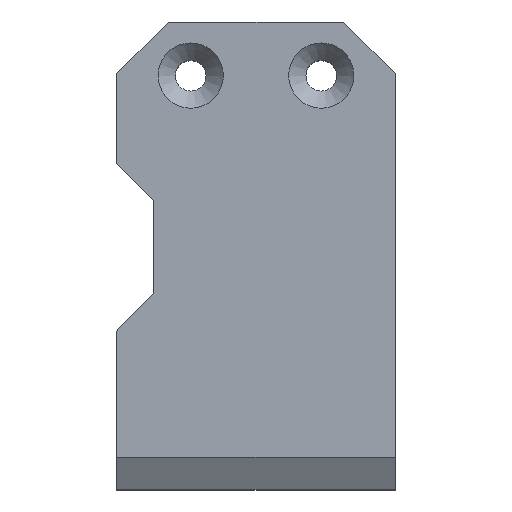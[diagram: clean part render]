
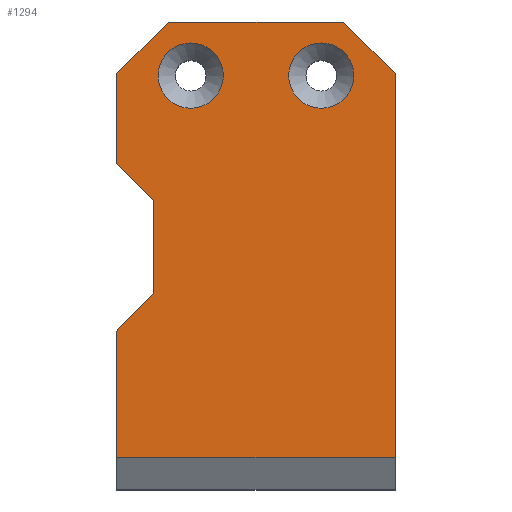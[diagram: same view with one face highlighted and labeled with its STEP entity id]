
A CAD part, top view. The second image highlights one B-rep face of the part: STEP entity #1294.
In plain terms, the highlighted planar face has unit normal (0, 0, 1).
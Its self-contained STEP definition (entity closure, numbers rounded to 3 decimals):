
#36=LINE('',#1884,#165);
#37=LINE('',#1887,#166);
#38=LINE('',#1889,#167);
#39=LINE('',#1891,#168);
#40=LINE('',#1893,#169);
#41=LINE('',#1895,#170);
#42=LINE('',#1897,#171);
#43=LINE('',#1899,#172);
#44=LINE('',#1901,#173);
#45=LINE('',#1903,#174);
#165=VECTOR('',#1513,1000.);
#166=VECTOR('',#1514,1000.);
#167=VECTOR('',#1515,1000.);
#168=VECTOR('',#1516,1000.);
#169=VECTOR('',#1517,1000.);
#170=VECTOR('',#1518,1000.);
#171=VECTOR('',#1519,1000.);
#172=VECTOR('',#1520,1000.);
#173=VECTOR('',#1521,1000.);
#174=VECTOR('',#1522,1000.);
#294=ORIENTED_EDGE('',*,*,#644,.T.);
#295=ORIENTED_EDGE('',*,*,#645,.T.);
#296=ORIENTED_EDGE('',*,*,#646,.F.);
#297=ORIENTED_EDGE('',*,*,#647,.T.);
#298=ORIENTED_EDGE('',*,*,#648,.F.);
#299=ORIENTED_EDGE('',*,*,#649,.T.);
#300=ORIENTED_EDGE('',*,*,#650,.T.);
#301=ORIENTED_EDGE('',*,*,#651,.T.);
#302=ORIENTED_EDGE('',*,*,#652,.T.);
#303=ORIENTED_EDGE('',*,*,#653,.T.);
#304=ORIENTED_EDGE('',*,*,#654,.F.);
#305=ORIENTED_EDGE('',*,*,#655,.F.);
#644=EDGE_CURVE('',#819,#819,#949,.T.);
#645=EDGE_CURVE('',#820,#820,#950,.T.);
#646=EDGE_CURVE('',#821,#822,#36,.T.);
#647=EDGE_CURVE('',#821,#823,#37,.T.);
#648=EDGE_CURVE('',#824,#823,#38,.T.);
#649=EDGE_CURVE('',#824,#825,#39,.T.);
#650=EDGE_CURVE('',#825,#826,#40,.T.);
#651=EDGE_CURVE('',#826,#827,#41,.T.);
#652=EDGE_CURVE('',#827,#828,#42,.T.);
#653=EDGE_CURVE('',#828,#829,#43,.T.);
#654=EDGE_CURVE('',#830,#829,#44,.T.);
#655=EDGE_CURVE('',#822,#830,#45,.T.);
#819=VERTEX_POINT('',#1881);
#820=VERTEX_POINT('',#1883);
#821=VERTEX_POINT('',#1885);
#822=VERTEX_POINT('',#1886);
#823=VERTEX_POINT('',#1888);
#824=VERTEX_POINT('',#1890);
#825=VERTEX_POINT('',#1892);
#826=VERTEX_POINT('',#1894);
#827=VERTEX_POINT('',#1896);
#828=VERTEX_POINT('',#1898);
#829=VERTEX_POINT('',#1900);
#830=VERTEX_POINT('',#1902);
#949=CIRCLE('',#1385,3.5);
#950=CIRCLE('',#1386,3.5);
#993=EDGE_LOOP('',(#294));
#994=EDGE_LOOP('',(#295));
#995=EDGE_LOOP('',(#296,#297,#298,#299,#300,#301,#302,#303,#304,#305));
#1116=FACE_BOUND('',#993,.T.);
#1117=FACE_BOUND('',#994,.T.);
#1118=FACE_BOUND('',#995,.T.);
#1239=PLANE('',#1384);
#1294=ADVANCED_FACE('',(#1116,#1117,#1118),#1239,.T.);
#1384=AXIS2_PLACEMENT_3D('',#1879,#1507,#1508);
#1385=AXIS2_PLACEMENT_3D('',#1880,#1509,#1510);
#1386=AXIS2_PLACEMENT_3D('',#1882,#1511,#1512);
#1507=DIRECTION('',(0.,0.,1.));
#1508=DIRECTION('',(0.,-1.,0.));
#1509=DIRECTION('',(0.,0.,-1.));
#1510=DIRECTION('',(1.,0.,0.));
#1511=DIRECTION('',(0.,0.,-1.));
#1512=DIRECTION('',(1.,0.,0.));
#1513=DIRECTION('',(0.,-1.,0.));
#1514=DIRECTION('',(-0.707,0.707,0.));
#1515=DIRECTION('',(1.,0.,0.));
#1516=DIRECTION('',(-0.707,-0.707,0.));
#1517=DIRECTION('',(0.,-1.,0.));
#1518=DIRECTION('',(0.707,-0.707,0.));
#1519=DIRECTION('',(0.,-1.,0.));
#1520=DIRECTION('',(-0.707,-0.707,0.));
#1521=DIRECTION('',(0.,1.,0.));
#1522=DIRECTION('',(-1.,0.,0.));
#1879=CARTESIAN_POINT('',(-13.06,6.863,17.998));
#1880=CARTESIAN_POINT('',(-7.,35.34,17.998));
#1881=CARTESIAN_POINT('',(-3.5,35.34,17.998));
#1882=CARTESIAN_POINT('',(7.,35.34,17.998));
#1883=CARTESIAN_POINT('',(10.5,35.34,17.998));
#1884=CARTESIAN_POINT('',(14.95,2.953,17.998));
#1885=CARTESIAN_POINT('',(14.95,35.522,17.998));
#1886=CARTESIAN_POINT('',(14.95,-5.59,17.998));
#1887=CARTESIAN_POINT('',(14.533,35.939,17.998));
#1888=CARTESIAN_POINT('',(9.382,41.09,17.998));
#1889=CARTESIAN_POINT('',(0.,41.09,17.998));
#1890=CARTESIAN_POINT('',(-9.382,41.09,17.998));
#1891=CARTESIAN_POINT('',(-14.533,35.939,17.998));
#1892=CARTESIAN_POINT('',(-14.95,35.522,17.998));
#1893=CARTESIAN_POINT('',(-14.95,6.863,17.998));
#1894=CARTESIAN_POINT('',(-14.95,25.967,17.998));
#1895=CARTESIAN_POINT('',(-13.5,24.518,17.998));
#1896=CARTESIAN_POINT('',(-10.95,21.968,17.998));
#1897=CARTESIAN_POINT('',(-10.95,16.96,17.998));
#1898=CARTESIAN_POINT('',(-10.95,11.953,17.998));
#1899=CARTESIAN_POINT('',(-12.5,10.403,17.998));
#1900=CARTESIAN_POINT('',(-14.95,7.953,17.998));
#1901=CARTESIAN_POINT('',(-14.95,-5.59,17.998));
#1902=CARTESIAN_POINT('',(-14.95,-5.59,17.998));
#1903=CARTESIAN_POINT('',(22.74,-5.59,17.998));
